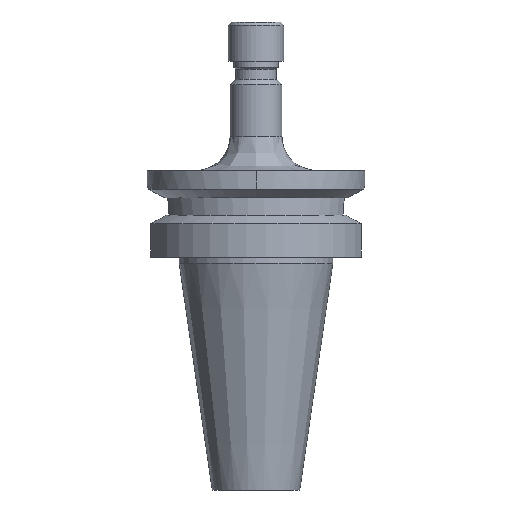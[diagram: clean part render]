
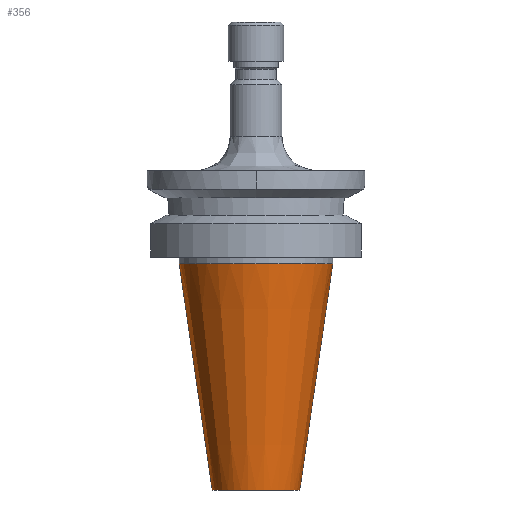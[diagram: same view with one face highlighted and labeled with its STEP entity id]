
A CAD part, front view. The second image highlights one B-rep face of the part: STEP entity #356.
In plain terms, the highlighted conical face has half-angle 8.297 degrees and reference radius 12.687 mm.
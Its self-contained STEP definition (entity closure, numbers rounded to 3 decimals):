
#33 = ORIENTED_EDGE ( 'NONE', *, *, #133, .T. ) ;
#89 = EDGE_CURVE ( 'NONE', #914, #1927, #1979, .T. ) ;
#133 = EDGE_CURVE ( 'NONE', #1547, #470, #1053, .T. ) ;
#136 = CIRCLE ( 'NONE', #974, 22.225 ) ;
#178 = DIRECTION ( 'NONE',  ( 0., 0., -1. ) ) ;
#241 = CONICAL_SURFACE ( 'NONE', #370, 12.687, 0.145 ) ;
#327 = CARTESIAN_POINT ( 'NONE',  ( 0., 0., 0. ) ) ;
#356 = ADVANCED_FACE ( 'NONE', ( #2070 ), #241, .T. ) ;
#370 = AXIS2_PLACEMENT_3D ( 'NONE', #656, #742, #640 ) ;
#470 = VERTEX_POINT ( 'NONE', #1773 ) ;
#551 = DIRECTION ( 'NONE',  ( 0.144, 0., 0.99 ) ) ;
#640 = DIRECTION ( 'NONE',  ( 1., 0., 0. ) ) ;
#645 = VECTOR ( 'NONE', #551, 1000. ) ;
#656 = CARTESIAN_POINT ( 'NONE',  ( 0., 0., -65.4 ) ) ;
#719 = DIRECTION ( 'NONE',  ( -0.144, 0., 0.99 ) ) ;
#742 = DIRECTION ( 'NONE',  ( 0., 0., 1. ) ) ;
#806 = CARTESIAN_POINT ( 'NONE',  ( -12.687, 0., -65.4 ) ) ;
#891 = CARTESIAN_POINT ( 'NONE',  ( 0., 0., -65.4 ) ) ;
#914 = VERTEX_POINT ( 'NONE', #806 ) ;
#974 = AXIS2_PLACEMENT_3D ( 'NONE', #327, #178, #1812 ) ;
#990 = ORIENTED_EDGE ( 'NONE', *, *, #89, .F. ) ;
#1053 = LINE ( 'NONE', #1518, #645 ) ;
#1198 = CARTESIAN_POINT ( 'NONE',  ( -22.225, 0., 0. ) ) ;
#1356 = EDGE_CURVE ( 'NONE', #470, #1927, #136, .T. ) ;
#1430 = EDGE_LOOP ( 'NONE', ( #990, #1597, #33, #1506 ) ) ;
#1447 = CARTESIAN_POINT ( 'NONE',  ( 12.687, 0., -65.4 ) ) ;
#1506 = ORIENTED_EDGE ( 'NONE', *, *, #1356, .T. ) ;
#1510 = VECTOR ( 'NONE', #719, 1000. ) ;
#1518 = CARTESIAN_POINT ( 'NONE',  ( 12.687, 0., -65.4 ) ) ;
#1547 = VERTEX_POINT ( 'NONE', #1447 ) ;
#1564 = EDGE_CURVE ( 'NONE', #1547, #914, #1974, .T. ) ;
#1597 = ORIENTED_EDGE ( 'NONE', *, *, #1564, .F. ) ;
#1711 = AXIS2_PLACEMENT_3D ( 'NONE', #891, #1735, #1866 ) ;
#1735 = DIRECTION ( 'NONE',  ( 0., 0., -1. ) ) ;
#1773 = CARTESIAN_POINT ( 'NONE',  ( 22.225, 0., 0. ) ) ;
#1812 = DIRECTION ( 'NONE',  ( -1., 0., 0. ) ) ;
#1832 = CARTESIAN_POINT ( 'NONE',  ( -12.687, 0., -65.4 ) ) ;
#1866 = DIRECTION ( 'NONE',  ( 1., 0., 0. ) ) ;
#1927 = VERTEX_POINT ( 'NONE', #1198 ) ;
#1974 = CIRCLE ( 'NONE', #1711, 12.687 ) ;
#1979 = LINE ( 'NONE', #1832, #1510 ) ;
#2070 = FACE_OUTER_BOUND ( 'NONE', #1430, .T. ) ;
